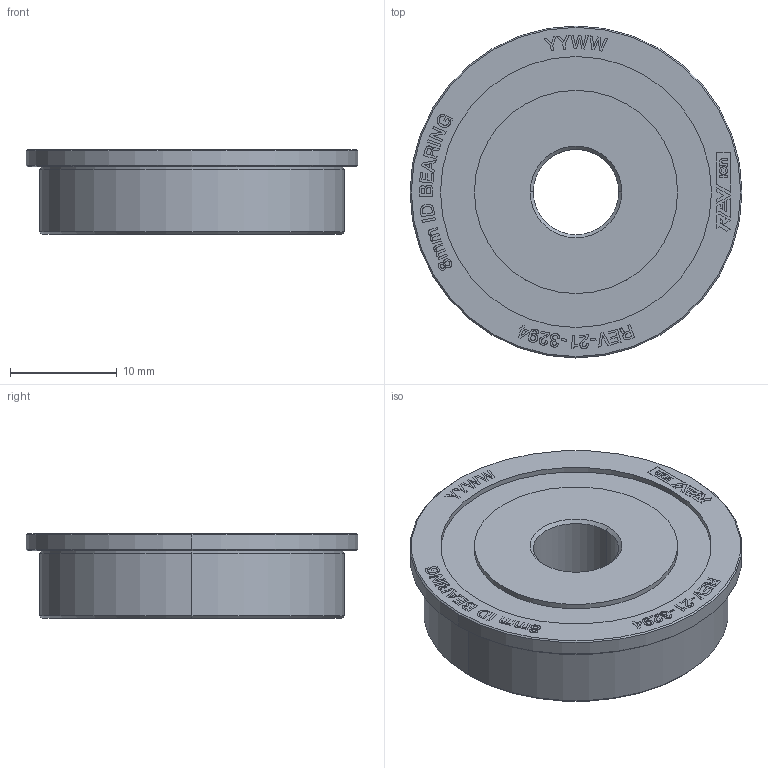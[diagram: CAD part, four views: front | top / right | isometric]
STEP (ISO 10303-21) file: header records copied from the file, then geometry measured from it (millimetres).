
FILE_DESCRIPTION (( 'STEP AP203' ), '1' );
FILE_NAME ('REV-21-3294.STEP', '2025-09-22T18:28:52', ( '' ), ( '' ), 'SwSTEP 2.0', 'SolidWorks 2022', '' );
FILE_SCHEMA (( 'CONFIG_CONTROL_DESIGN' ));
Length unit declared in the file: millimetre
Products named in the file (1): REV-21-3294
Bounding box: 31.11 x 31.11 x 7.95 mm (x, y, z)
Volume: 4654.2 mm3; surface area: 2476.2 mm2
Topology: 1 solids, 1 shells, 541 faces, 1454 edges, 966 vertices
Faces by surface type: plane 406, bspline 109, cylinder 16, cone 10
Entity records: 22905 total; most frequent: CARTESIAN_POINT 9959, ORIENTED_EDGE 2908, DIRECTION 2144, EDGE_CURVE 1454, VECTOR 1194, LINE 1194, VERTEX_POINT 966, EDGE_LOOP 594
